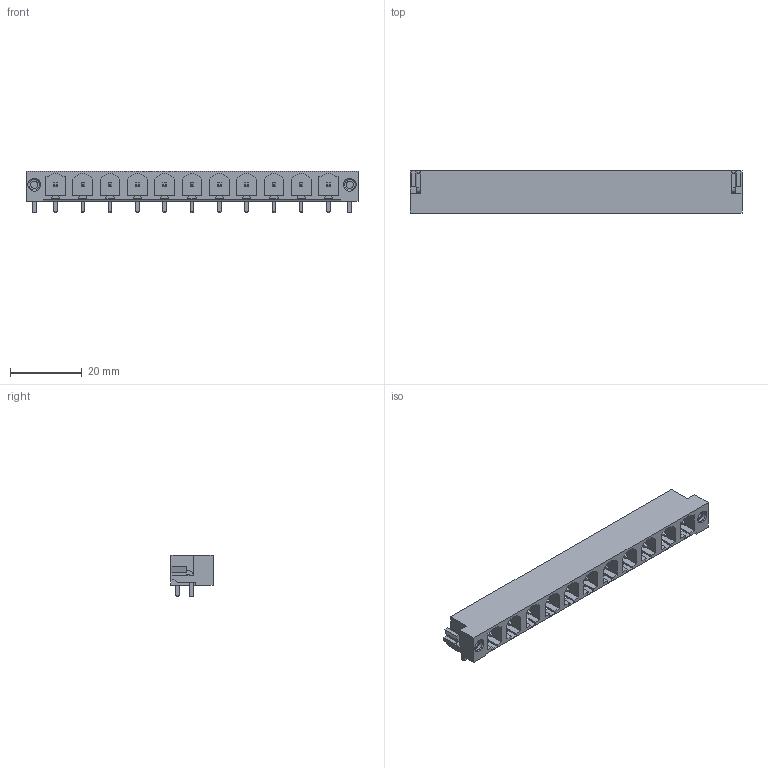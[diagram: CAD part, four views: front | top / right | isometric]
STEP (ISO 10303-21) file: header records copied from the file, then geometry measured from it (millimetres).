
FILE_DESCRIPTION(('CATIA V5 STEP Exchange','CAx-IF Rec.Pracs.--- Model Styling and Organization---1.2---2011-12-15'),'2;1');
FILE_NAME ('D1387766_1_1472700000_1472700000.stp','2018-11-15T17:16:02+00:00',('none'),('Weidmueller'),'CATIA Version 5-6 Release 2014','CATIA V5 STEP AP214','none');
FILE_SCHEMA(('AUTOMOTIVE_DESIGN { 1 0 10303 214 1 1 1 1 }'));
Length unit declared in the file: millimetre
Products named in the file (1): 1472700000
Bounding box: 92.68 x 11.75 x 11.6 mm (x, y, z)
Volume: 5575.4 mm3; surface area: 7606.2 mm2
Topology: 16 solids, 16 shells, 573 faces, 1529 edges, 980 vertices
Faces by surface type: plane 494, cylinder 75, cone 4
Entity records: 15408 total; most frequent: ORIENTED_EDGE 3058, CARTESIAN_POINT 2726, DIRECTION 1937, EDGE_CURVE 1441, VECTOR 1235, LINE 1235, VERTEX_POINT 892, EDGE_LOOP 617
